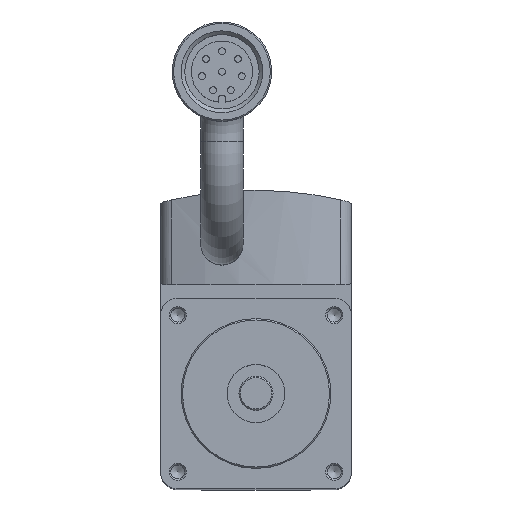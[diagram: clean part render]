
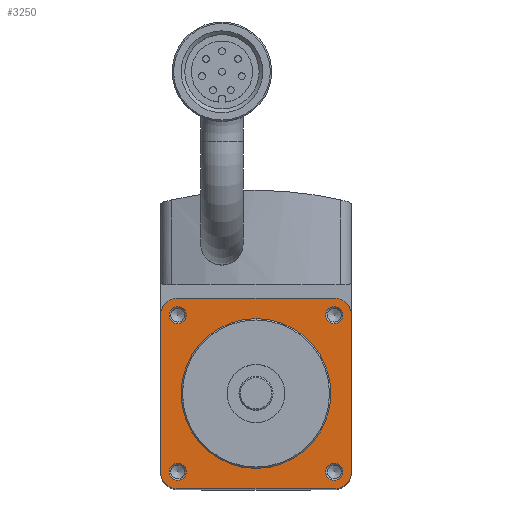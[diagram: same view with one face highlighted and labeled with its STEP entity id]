
A CAD part, top view. The second image highlights one B-rep face of the part: STEP entity #3250.
In plain terms, the highlighted planar face has unit normal (0, 0, 1).
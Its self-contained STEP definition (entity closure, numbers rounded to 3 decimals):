
#133=LINE('',#5109,#353);
#145=LINE('',#5141,#365);
#153=LINE('',#5161,#373);
#155=LINE('',#5169,#375);
#353=VECTOR('',#3941,1000.);
#365=VECTOR('',#3967,1000.);
#373=VECTOR('',#3983,1000.);
#375=VECTOR('',#3993,1000.);
#565=PLANE('',#3511);
#687=CIRCLE('',#3498,2.5);
#689=CIRCLE('',#3502,2.5);
#690=CIRCLE('',#3505,2.5);
#692=CIRCLE('',#3509,2.5);
#694=CIRCLE('',#3512,1.25);
#695=CIRCLE('',#3513,1.25);
#696=CIRCLE('',#3514,1.25);
#697=CIRCLE('',#3515,1.25);
#698=CIRCLE('',#3516,11.);
#953=ORIENTED_EDGE('',*,*,#1866,.T.);
#954=ORIENTED_EDGE('',*,*,#1867,.T.);
#955=ORIENTED_EDGE('',*,*,#1868,.T.);
#956=ORIENTED_EDGE('',*,*,#1869,.T.);
#957=ORIENTED_EDGE('',*,*,#1870,.F.);
#958=ORIENTED_EDGE('',*,*,#1831,.T.);
#959=ORIENTED_EDGE('',*,*,#1844,.T.);
#960=ORIENTED_EDGE('',*,*,#1847,.T.);
#961=ORIENTED_EDGE('',*,*,#1850,.T.);
#962=ORIENTED_EDGE('',*,*,#1857,.T.);
#963=ORIENTED_EDGE('',*,*,#1858,.T.);
#964=ORIENTED_EDGE('',*,*,#1861,.T.);
#965=ORIENTED_EDGE('',*,*,#1864,.T.);
#1831=EDGE_CURVE('',#2292,#2291,#133,.T.);
#1844=EDGE_CURVE('',#2291,#2302,#687,.T.);
#1847=EDGE_CURVE('',#2302,#2304,#145,.T.);
#1850=EDGE_CURVE('',#2304,#2306,#689,.T.);
#1857=EDGE_CURVE('',#2306,#2312,#153,.T.);
#1858=EDGE_CURVE('',#2312,#2313,#690,.T.);
#1861=EDGE_CURVE('',#2313,#2315,#155,.T.);
#1864=EDGE_CURVE('',#2315,#2292,#692,.T.);
#1866=EDGE_CURVE('',#2317,#2317,#694,.T.);
#1867=EDGE_CURVE('',#2318,#2318,#695,.T.);
#1868=EDGE_CURVE('',#2319,#2319,#696,.T.);
#1869=EDGE_CURVE('',#2320,#2320,#697,.T.);
#1870=EDGE_CURVE('',#2321,#2321,#698,.T.);
#2291=VERTEX_POINT('',#5108);
#2292=VERTEX_POINT('',#5110);
#2302=VERTEX_POINT('',#5134);
#2304=VERTEX_POINT('',#5140);
#2306=VERTEX_POINT('',#5146);
#2312=VERTEX_POINT('',#5160);
#2313=VERTEX_POINT('',#5164);
#2315=VERTEX_POINT('',#5170);
#2317=VERTEX_POINT('',#5179);
#2318=VERTEX_POINT('',#5181);
#2319=VERTEX_POINT('',#5183);
#2320=VERTEX_POINT('',#5185);
#2321=VERTEX_POINT('',#5187);
#2639=EDGE_LOOP('',(#953));
#2640=EDGE_LOOP('',(#954));
#2641=EDGE_LOOP('',(#955));
#2642=EDGE_LOOP('',(#956));
#2643=EDGE_LOOP('',(#957));
#2644=EDGE_LOOP('',(#958,#959,#960,#961,#962,#963,#964,#965));
#2936=FACE_BOUND('',#2639,.T.);
#2937=FACE_BOUND('',#2640,.T.);
#2938=FACE_BOUND('',#2641,.T.);
#2939=FACE_BOUND('',#2642,.T.);
#2940=FACE_BOUND('',#2643,.T.);
#2941=FACE_BOUND('',#2644,.T.);
#3250=ADVANCED_FACE('',(#2936,#2937,#2938,#2939,#2940,#2941),#565,.T.);
#3498=AXIS2_PLACEMENT_3D('',#5135,#3961,#3962);
#3502=AXIS2_PLACEMENT_3D('',#5147,#3973,#3974);
#3505=AXIS2_PLACEMENT_3D('',#5163,#3986,#3987);
#3509=AXIS2_PLACEMENT_3D('',#5175,#3998,#3999);
#3511=AXIS2_PLACEMENT_3D('',#5177,#4002,#4003);
#3512=AXIS2_PLACEMENT_3D('',#5178,#4004,#4005);
#3513=AXIS2_PLACEMENT_3D('',#5180,#4006,#4007);
#3514=AXIS2_PLACEMENT_3D('',#5182,#4008,#4009);
#3515=AXIS2_PLACEMENT_3D('',#5184,#4010,#4011);
#3516=AXIS2_PLACEMENT_3D('',#5186,#4012,#4013);
#3941=DIRECTION('',(0.,-1.,0.));
#3961=DIRECTION('',(0.,0.,1.));
#3962=DIRECTION('',(1.,0.,0.));
#3967=DIRECTION('',(1.,0.,0.));
#3973=DIRECTION('',(0.,0.,1.));
#3974=DIRECTION('',(1.,0.,0.));
#3983=DIRECTION('',(0.,1.,0.));
#3986=DIRECTION('',(0.,0.,1.));
#3987=DIRECTION('',(1.,0.,0.));
#3993=DIRECTION('',(-1.,0.,0.));
#3998=DIRECTION('',(0.,0.,1.));
#3999=DIRECTION('',(1.,0.,0.));
#4002=DIRECTION('',(0.,0.,1.));
#4003=DIRECTION('',(1.,0.,0.));
#4004=DIRECTION('',(0.,0.,-1.));
#4005=DIRECTION('',(-1.,0.,0.));
#4006=DIRECTION('',(0.,0.,-1.));
#4007=DIRECTION('',(-1.,0.,0.));
#4008=DIRECTION('',(0.,0.,-1.));
#4009=DIRECTION('',(-1.,0.,0.));
#4010=DIRECTION('',(0.,0.,-1.));
#4011=DIRECTION('',(-1.,0.,0.));
#4012=DIRECTION('',(0.,0.,1.));
#4013=DIRECTION('',(1.,0.,0.));
#5108=CARTESIAN_POINT('',(-14.,-11.5,0.));
#5109=CARTESIAN_POINT('',(-14.,11.5,0.));
#5110=CARTESIAN_POINT('',(-14.,11.5,0.));
#5134=CARTESIAN_POINT('',(-11.5,-14.,0.));
#5135=CARTESIAN_POINT('',(-11.5,-11.5,0.));
#5140=CARTESIAN_POINT('',(11.5,-14.,0.));
#5141=CARTESIAN_POINT('',(-11.5,-14.,0.));
#5146=CARTESIAN_POINT('',(14.,-11.5,0.));
#5147=CARTESIAN_POINT('',(11.5,-11.5,0.));
#5160=CARTESIAN_POINT('',(14.,11.5,0.));
#5161=CARTESIAN_POINT('',(14.,-11.5,0.));
#5163=CARTESIAN_POINT('',(11.5,11.5,0.));
#5164=CARTESIAN_POINT('',(11.5,14.,0.));
#5169=CARTESIAN_POINT('',(11.5,14.,0.));
#5170=CARTESIAN_POINT('',(-11.5,14.,0.));
#5175=CARTESIAN_POINT('',(-11.5,11.5,0.));
#5177=CARTESIAN_POINT('',(-11.5,-11.5,0.));
#5178=CARTESIAN_POINT('',(-11.5,-11.5,0.));
#5179=CARTESIAN_POINT('',(-12.75,-11.5,0.));
#5180=CARTESIAN_POINT('',(-11.5,11.5,0.));
#5181=CARTESIAN_POINT('',(-12.75,11.5,0.));
#5182=CARTESIAN_POINT('',(11.5,-11.5,0.));
#5183=CARTESIAN_POINT('',(10.25,-11.5,0.));
#5184=CARTESIAN_POINT('',(11.5,11.5,0.));
#5185=CARTESIAN_POINT('',(10.25,11.5,0.));
#5186=CARTESIAN_POINT('',(0.,0.,0.));
#5187=CARTESIAN_POINT('',(11.,0.,0.));
